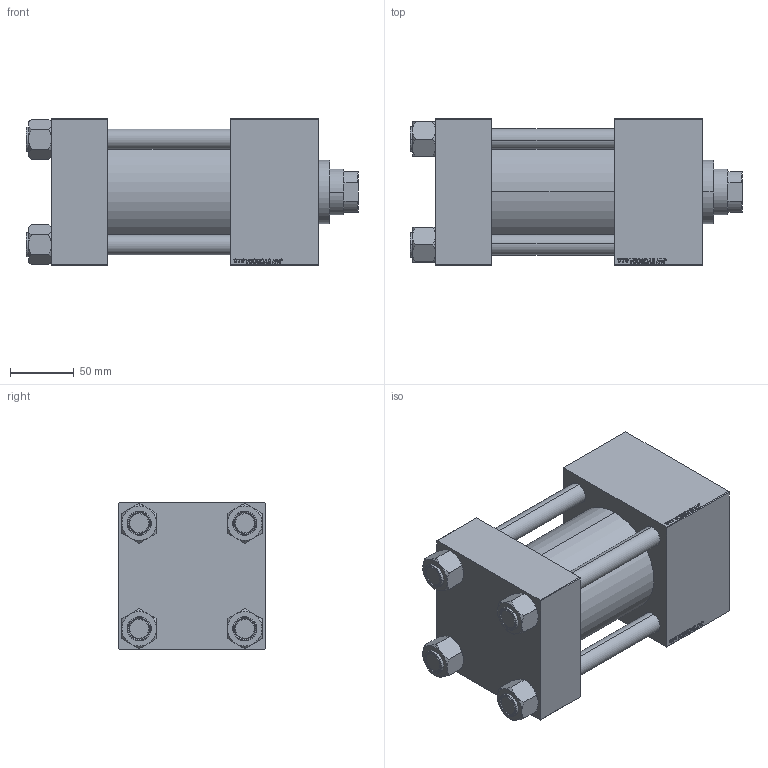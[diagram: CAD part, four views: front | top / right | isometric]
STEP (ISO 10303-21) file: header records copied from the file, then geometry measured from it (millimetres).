
FILE_DESCRIPTION (( 'STEP AP203' ), '1' );
FILE_NAME ('5301.STEP', '2023-08-23T06:49:28', ( '' ), ( '' ), 'SwSTEP 2.0', 'SolidWorks 2019', '' );
FILE_SCHEMA (( 'CONFIG_CONTROL_DESIGN' ));
Length unit declared in the file: millimetre
Products named in the file (6): V215CR_C_TYCINKA 7e8ae45f09946725e6a7cdf1cfa87865; NUT_M5_C 7e8ae45f09946725e6a7cdf1cfa87865; 5301; V215CR_VCP_C 7e8ae45f09946725e6a7cdf1cfa87865; V215CR_C_Body 7e8ae45f09946725e6a7cdf1cfa87865; V215_VC_A 7e8ae45f09946725e6a7cdf1cfa87865
Assembly tree (11 placements, depth 2):
  5301
    V215CR_C_Body 7e8ae45f09946725e6a7cdf1cfa87865
    V215CR_VCP_C 7e8ae45f09946725e6a7cdf1cfa87865
    NUT_M5_C 7e8ae45f09946725e6a7cdf1cfa87865  x4
    V215CR_C_TYCINKA 7e8ae45f09946725e6a7cdf1cfa87865  x4
    V215_VC_A 7e8ae45f09946725e6a7cdf1cfa87865
Bounding box: 260 x 115 x 115 mm (x, y, z)
Volume: 1864402.2 mm3; surface area: 293511.7 mm2
Topology: 11 solids, 11 shells, 1197 faces, 3024 edges, 1967 vertices
Faces by surface type: plane 574, bspline 392, cone 136, cylinder 87, torus 8
Entity records: 50664 total; most frequent: CARTESIAN_POINT 27213, ORIENTED_EDGE 5312, DIRECTION 3378, EDGE_CURVE 2656, VERTEX_POINT 1745, LINE 1614, VECTOR 1614, EDGE_LOOP 1171
